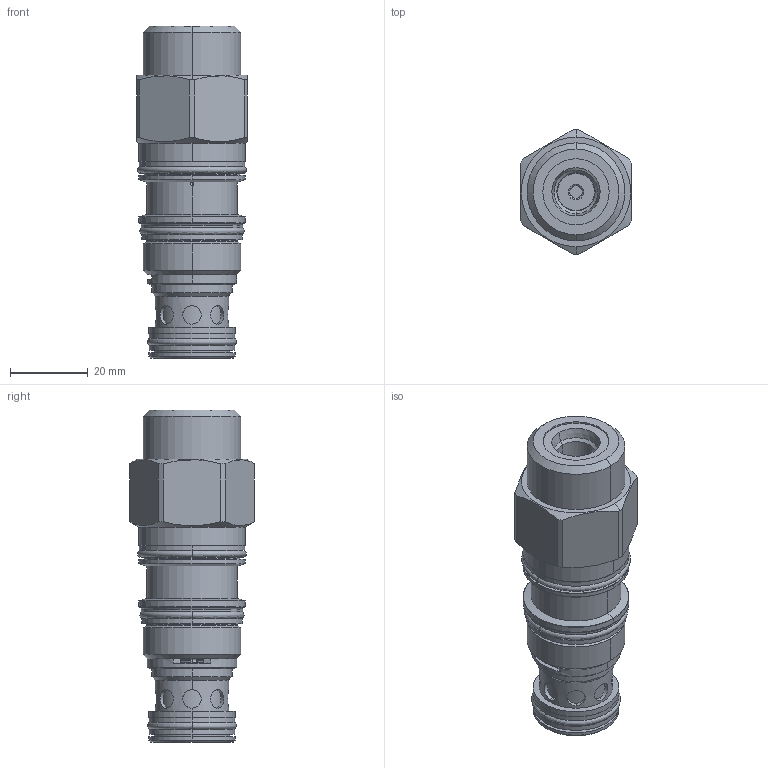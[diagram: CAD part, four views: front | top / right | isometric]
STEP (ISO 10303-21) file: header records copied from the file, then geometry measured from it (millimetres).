
FILE_DESCRIPTION((''),'2;1');
FILE_NAME('DKFDEHN_SW','2023-09-05T16:11:00',('SigMax'),(''),'CREO PARAMETRIC BY PTC INC, 2021072','CREO PARAMETRIC BY PTC INC, 2021072','');
FILE_SCHEMA(('AUTOMOTIVE_DESIGN { 1 0 10303 214 1 1 1 1 }'));
Length unit declared in the file: inch
Products named in the file (1): DKFDEHN_SW
Bounding box: 28.57 x 32.21 x 85.57 mm (x, y, z)
Volume: 38062.8 mm3; surface area: 17152.7 mm2
Topology: 3 solids, 4 shells, 253 faces, 559 edges, 339 vertices
Faces by surface type: cylinder 117, cone 44, torus 41, plane 41, revolution 10
Entity records: 10412 total; most frequent: CARTESIAN_POINT 2801, DIRECTION 1280, ORIENTED_EDGE 1118, EDGE_CURVE 559, AXIS2_PLACEMENT_3D 554, VERTEX_POINT 339, CIRCLE 311, EDGE_LOOP 290
